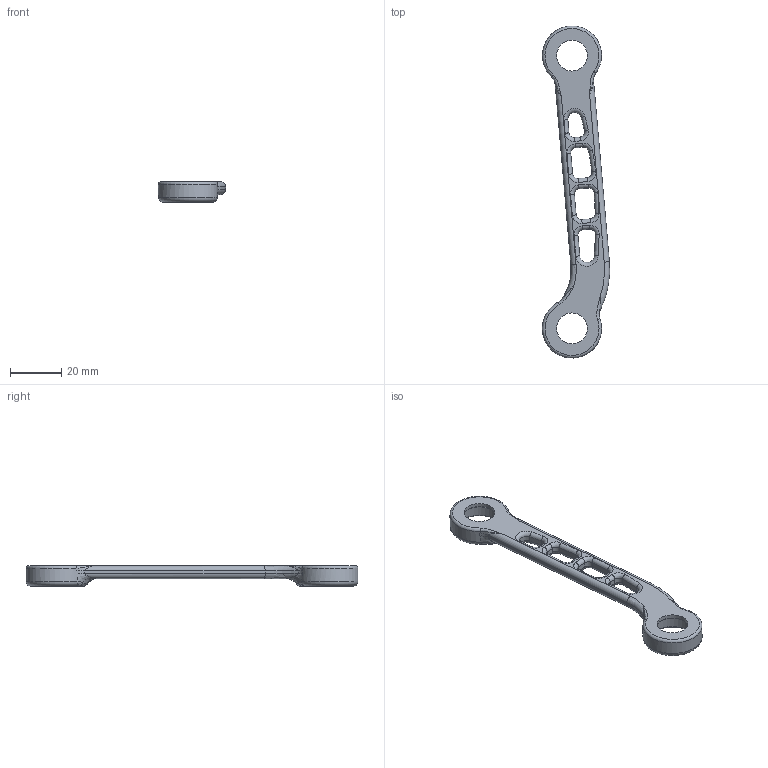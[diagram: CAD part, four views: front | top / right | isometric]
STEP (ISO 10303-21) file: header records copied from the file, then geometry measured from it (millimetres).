
FILE_DESCRIPTION(/* description */ (''),/* implementation_level */ '2;1');
FILE_NAME(/* name */ '',/* time_stamp */ '2025-03-13T19:54:12+03:00',/* author */ ('Edward_Higgins'),/* organization */ (''),/* preprocessor_version */ 'ST-DEVELOPER v20',/* originating_system */ 'Autodesk Inventor 2025',/* authorisation */ '');
FILE_SCHEMA (('AUTOMOTIVE_DESIGN { 1 0 10303 214 3 1 1 }'));
Length unit declared in the file: millimetre
Products named in the file (1): Тяга задняя 
2_Зеркало
Bounding box: 26.13 x 128.99 x 8 mm (x, y, z)
Volume: 7930.2 mm3; surface area: 5850.6 mm2
Topology: 1 solids, 1 shells, 148 faces, 342 edges, 194 vertices
Faces by surface type: cylinder 54, torus 48, bspline 24, plane 18, cone 4
Full cylindrical faces by diameter (mm): 12 x2, 17.3 x2
Entity records: 5193 total; most frequent: CARTESIAN_POINT 1817, DIRECTION 744, ORIENTED_EDGE 676, EDGE_CURVE 338, AXIS2_PLACEMENT_3D 325, CIRCLE 200, VERTEX_POINT 194, EDGE_LOOP 162
